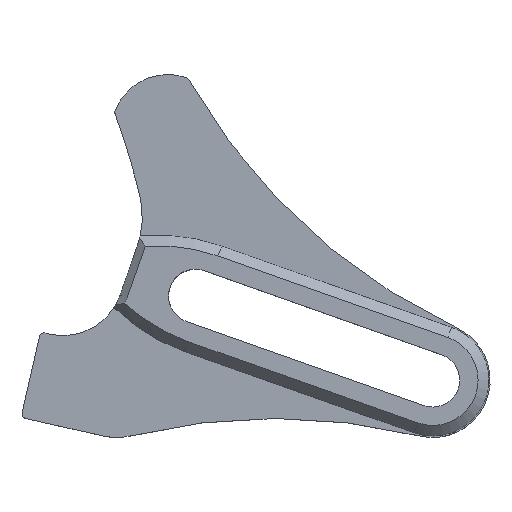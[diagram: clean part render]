
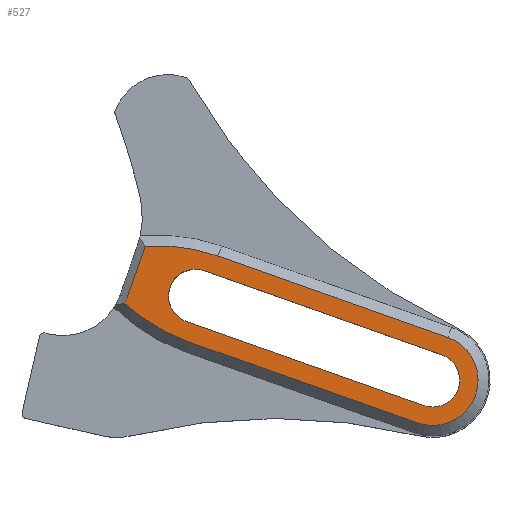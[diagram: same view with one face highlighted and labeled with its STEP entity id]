
A CAD part, top view. The second image highlights one B-rep face of the part: STEP entity #527.
In plain terms, the highlighted planar face has unit normal (0, 0, 1).
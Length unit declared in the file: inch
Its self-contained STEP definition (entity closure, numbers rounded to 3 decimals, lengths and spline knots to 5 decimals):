
#38 = DIRECTION ( 'NONE',  ( 0., 0., 1. ) ) ;
#49 = CIRCLE ( 'NONE', #117, 0.178 ) ;
#117 = AXIS2_PLACEMENT_3D ( 'NONE', #1466, #851, #704 ) ;
#127 = DIRECTION ( 'NONE',  ( 1., 0., 0. ) ) ;
#142 = VECTOR ( 'NONE', #1886, 39.37008 ) ;
#152 = VECTOR ( 'NONE', #916, 39.37008 ) ;
#177 = VECTOR ( 'NONE', #222, 39.37008 ) ;
#182 = DIRECTION ( 'NONE',  ( 0., 0., 1. ) ) ;
#200 = DIRECTION ( 'NONE',  ( 0., 0., 1. ) ) ;
#205 = VERTEX_POINT ( 'NONE', #520 ) ;
#209 = VECTOR ( 'NONE', #295, 39.37008 ) ;
#210 = DIRECTION ( 'NONE',  ( 1., 0., 0. ) ) ;
#213 = CIRCLE ( 'NONE', #732, 0.45 ) ;
#222 = DIRECTION ( 'NONE',  ( -0.334, -0.943, 0. ) ) ;
#257 = EDGE_LOOP ( 'NONE', ( #1266, #1599, #1204, #1127, #1140, #502, #1380 ) ) ;
#265 = CIRCLE ( 'NONE', #1156, 1.2 ) ;
#280 = DIRECTION ( 'NONE',  ( 1., 0., 0. ) ) ;
#281 = VERTEX_POINT ( 'NONE', #1358 ) ;
#285 = EDGE_CURVE ( 'NONE', #1028, #1168, #265, .T. ) ;
#295 = DIRECTION ( 'NONE',  ( -0.943, 0.334, 0. ) ) ;
#314 = CIRCLE ( 'NONE', #1332, 0.178 ) ;
#327 = CARTESIAN_POINT ( 'NONE',  ( -1.22011, 1.38647, 0.17717 ) ) ;
#353 = CARTESIAN_POINT ( 'NONE',  ( -1.62994, 0.38799, 0.17717 ) ) ;
#457 = DIRECTION ( 'NONE',  ( 0., 0., 1. ) ) ;
#498 = FACE_OUTER_BOUND ( 'NONE', #257, .T. ) ;
#502 = ORIENTED_EDGE ( 'NONE', *, *, #1907, .T. ) ;
#506 = FACE_BOUND ( 'NONE', #1481, .T. ) ;
#517 = EDGE_CURVE ( 'NONE', #205, #963, #314, .T. ) ;
#520 = CARTESIAN_POINT ( 'NONE',  ( -1.74856, 0.55579, 0.17717 ) ) ;
#527 = ADVANCED_FACE ( 'NONE', ( #498, #506 ), #1518, .T. ) ;
#548 = CARTESIAN_POINT ( 'NONE',  ( -1.51117, 0.7236, 0.17717 ) ) ;
#551 = AXIS2_PLACEMENT_3D ( 'NONE', #1089, #38, #210 ) ;
#558 = DIRECTION ( 'NONE',  ( 1., 0., 0. ) ) ;
#631 = CARTESIAN_POINT ( 'NONE',  ( -1.62044, 0.25522, 0.17717 ) ) ;
#646 = VERTEX_POINT ( 'NONE', #1095 ) ;
#699 = CIRCLE ( 'NONE', #1602, 0.3 ) ;
#704 = DIRECTION ( 'NONE',  ( 1., 0., 0. ) ) ;
#713 = ORIENTED_EDGE ( 'NONE', *, *, #1246, .F. ) ;
#718 = CARTESIAN_POINT ( 'NONE',  ( -2.023, 0.54524, 0.17717 ) ) ;
#725 = EDGE_CURVE ( 'NONE', #281, #1060, #1296, .T. ) ;
#732 = AXIS2_PLACEMENT_3D ( 'NONE', #1300, #1598, #280 ) ;
#758 = DIRECTION ( 'NONE',  ( 0., 0., 1. ) ) ;
#759 = DIRECTION ( 'NONE',  ( 1., 0., 0. ) ) ;
#762 = LINE ( 'NONE', #1361, #152 ) ;
#771 = VERTEX_POINT ( 'NONE', #901 ) ;
#773 = ORIENTED_EDGE ( 'NONE', *, *, #1673, .F. ) ;
#833 = CARTESIAN_POINT ( 'NONE',  ( -1.42027, 0.82084, 0.17717 ) ) ;
#851 = DIRECTION ( 'NONE',  ( 0., 0., 1. ) ) ;
#853 = CARTESIAN_POINT ( 'NONE',  ( -1.82061, -0.31041, 0.17717 ) ) ;
#901 = CARTESIAN_POINT ( 'NONE',  ( 0.10008, 0.28281, 0.17717 ) ) ;
#909 = ORIENTED_EDGE ( 'NONE', *, *, #517, .F. ) ;
#916 = DIRECTION ( 'NONE',  ( 0.943, -0.334, 0. ) ) ;
#938 = CARTESIAN_POINT ( 'NONE',  ( -2.03794, 0.50831, 0.17717 ) ) ;
#947 = DIRECTION ( 'NONE',  ( 0.943, -0.334, 0. ) ) ;
#963 = VERTEX_POINT ( 'NONE', #353 ) ;
#968 = EDGE_CURVE ( 'NONE', #963, #646, #1832, .T. ) ;
#979 = VERTEX_POINT ( 'NONE', #938 ) ;
#1028 = VERTEX_POINT ( 'NONE', #833 ) ;
#1060 = VERTEX_POINT ( 'NONE', #548 ) ;
#1089 = CARTESIAN_POINT ( 'NONE',  ( 0., 0., 0.17717 ) ) ;
#1095 = CARTESIAN_POINT ( 'NONE',  ( -0.05938, -0.1678, 0.17717 ) ) ;
#1127 = ORIENTED_EDGE ( 'NONE', *, *, #1350, .T. ) ;
#1139 = EDGE_CURVE ( 'NONE', #1913, #771, #699, .T. ) ;
#1140 = ORIENTED_EDGE ( 'NONE', *, *, #1139, .T. ) ;
#1156 = AXIS2_PLACEMENT_3D ( 'NONE', #853, #758, #1600 ) ;
#1158 = LINE ( 'NONE', #1285, #209 ) ;
#1168 = VERTEX_POINT ( 'NONE', #1633 ) ;
#1196 = CARTESIAN_POINT ( 'NONE',  ( -1.57056, 0.55579, 0.17717 ) ) ;
#1204 = ORIENTED_EDGE ( 'NONE', *, *, #1833, .T. ) ;
#1246 = EDGE_CURVE ( 'NONE', #1060, #205, #1308, .T. ) ;
#1247 = VECTOR ( 'NONE', #947, 39.37008 ) ;
#1264 = AXIS2_PLACEMENT_3D ( 'NONE', #1196, #457, #127 ) ;
#1266 = ORIENTED_EDGE ( 'NONE', *, *, #1436, .T. ) ;
#1282 = CARTESIAN_POINT ( 'NONE',  ( -2.023, 0.54524, 0.17717 ) ) ;
#1285 = CARTESIAN_POINT ( 'NONE',  ( -1.42027, 0.82084, 0.17717 ) ) ;
#1289 = CARTESIAN_POINT ( 'NONE',  ( 0.05938, 0.1678, 0.17717 ) ) ;
#1296 = LINE ( 'NONE', #1289, #142 ) ;
#1300 = CARTESIAN_POINT ( 'NONE',  ( -2.44722, 0.69536, 0.17717 ) ) ;
#1308 = CIRCLE ( 'NONE', #1264, 0.178 ) ;
#1332 = AXIS2_PLACEMENT_3D ( 'NONE', #1854, #200, #1675 ) ;
#1350 = EDGE_CURVE ( 'NONE', #1384, #1913, #762, .T. ) ;
#1358 = CARTESIAN_POINT ( 'NONE',  ( 0.05938, 0.1678, 0.17717 ) ) ;
#1360 = ORIENTED_EDGE ( 'NONE', *, *, #968, .F. ) ;
#1361 = CARTESIAN_POINT ( 'NONE',  ( -0.10008, -0.28281, 0.17717 ) ) ;
#1380 = ORIENTED_EDGE ( 'NONE', *, *, #285, .T. ) ;
#1384 = VERTEX_POINT ( 'NONE', #631 ) ;
#1415 = LINE ( 'NONE', #1282, #177 ) ;
#1436 = EDGE_CURVE ( 'NONE', #1168, #1860, #1415, .T. ) ;
#1440 = AXIS2_PLACEMENT_3D ( 'NONE', #327, #182, #759 ) ;
#1444 = CIRCLE ( 'NONE', #1440, 1.2 ) ;
#1466 = CARTESIAN_POINT ( 'NONE',  ( 0., 0., 0.17717 ) ) ;
#1481 = EDGE_LOOP ( 'NONE', ( #773, #1360, #909, #713, #1742 ) ) ;
#1516 = CARTESIAN_POINT ( 'NONE',  ( -1.62994, 0.38799, 0.17717 ) ) ;
#1518 = PLANE ( 'NONE',  #551 ) ;
#1592 = CARTESIAN_POINT ( 'NONE',  ( -0.10008, -0.28281, 0.17717 ) ) ;
#1598 = DIRECTION ( 'NONE',  ( 0., 0., -1. ) ) ;
#1599 = ORIENTED_EDGE ( 'NONE', *, *, #1674, .T. ) ;
#1600 = DIRECTION ( 'NONE',  ( 1., 0., 0. ) ) ;
#1602 = AXIS2_PLACEMENT_3D ( 'NONE', #1882, #1893, #558 ) ;
#1633 = CARTESIAN_POINT ( 'NONE',  ( -1.90212, 0.88682, 0.17717 ) ) ;
#1673 = EDGE_CURVE ( 'NONE', #646, #281, #49, .T. ) ;
#1674 = EDGE_CURVE ( 'NONE', #1860, #979, #213, .T. ) ;
#1675 = DIRECTION ( 'NONE',  ( 1., 0., 0. ) ) ;
#1742 = ORIENTED_EDGE ( 'NONE', *, *, #725, .F. ) ;
#1832 = LINE ( 'NONE', #1516, #1247 ) ;
#1833 = EDGE_CURVE ( 'NONE', #979, #1384, #1444, .T. ) ;
#1854 = CARTESIAN_POINT ( 'NONE',  ( -1.57056, 0.55579, 0.17717 ) ) ;
#1860 = VERTEX_POINT ( 'NONE', #718 ) ;
#1882 = CARTESIAN_POINT ( 'NONE',  ( 0., 0., 0.17717 ) ) ;
#1886 = DIRECTION ( 'NONE',  ( -0.943, 0.334, 0. ) ) ;
#1893 = DIRECTION ( 'NONE',  ( 0., 0., 1. ) ) ;
#1907 = EDGE_CURVE ( 'NONE', #771, #1028, #1158, .T. ) ;
#1913 = VERTEX_POINT ( 'NONE', #1592 ) ;
